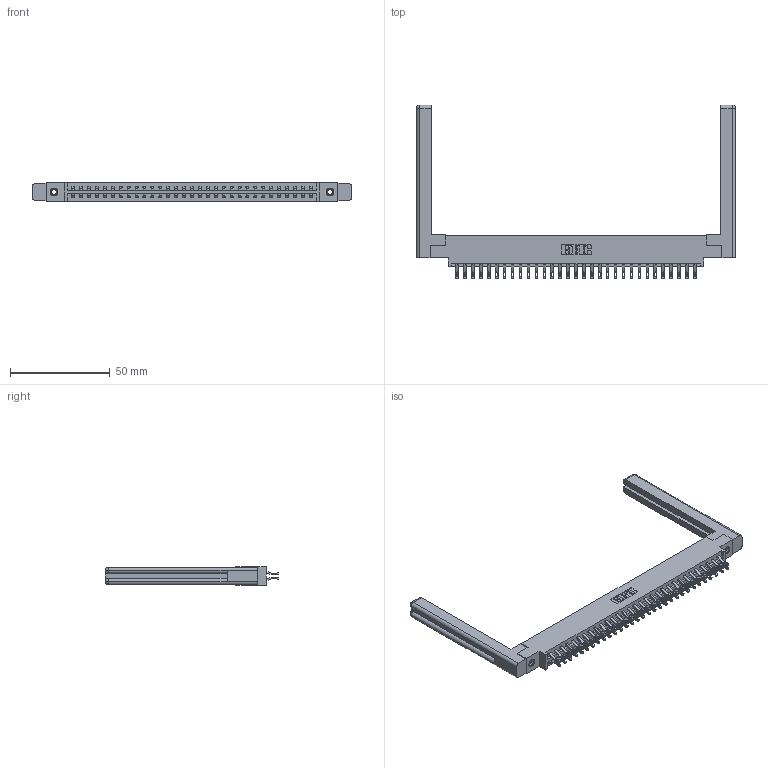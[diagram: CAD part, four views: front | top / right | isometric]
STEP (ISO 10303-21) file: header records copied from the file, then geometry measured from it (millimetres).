
FILE_DESCRIPTION (( 'STEP AP203' ), '1' );
FILE_NAME ('337-062-555-858.STEP', '2019-10-11T22:59:42', ( '' ), ( '' ), 'SwSTEP 2.0', 'SolidWorks 2016', '' );
FILE_SCHEMA (( 'CONFIG_CONTROL_DESIGN' ));
Length unit declared in the file: inch
Products named in the file (5): 345-292-001_555 Tail; 345-250-001_345-250-001-102; 307-220-058; 337 Part_0.170 Offset - 0.156 Dia-TI; 337-062-555-858
Assembly tree (67 placements, depth 2):
  337-062-555-858
    337 Part_0.170 Offset - 0.156 Dia-TI
    345-292-001_555 Tail  x62
    345-250-001_345-250-001-102  x2
    307-220-058  x2
Bounding box: 159.46 x 86.87 x 9.4 mm (x, y, z)
Volume: 23863.5 mm3; surface area: 24628.8 mm2
Topology: 67 solids, 67 shells, 3980 faces, 12395 edges, 8250 vertices
Faces by surface type: plane 2390, cylinder 1566, cone 12, torus 12
Entity records: 28550 total; most frequent: CARTESIAN_POINT 4863, ORIENTED_EDGE 4708, DIRECTION 4142, EDGE_CURVE 2354, LINE 2158, VECTOR 2158, VERTEX_POINT 1562, AXIS2_PLACEMENT_3D 992
